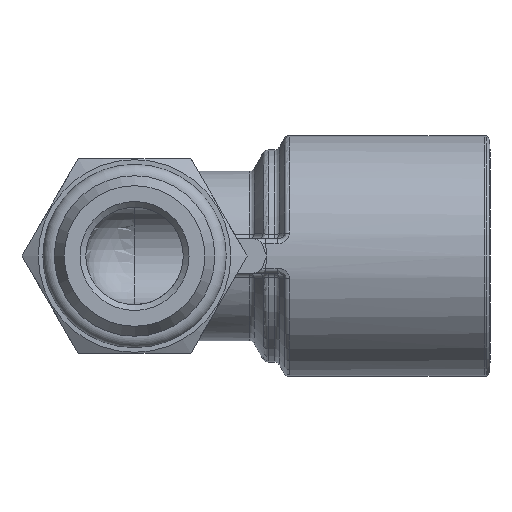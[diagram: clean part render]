
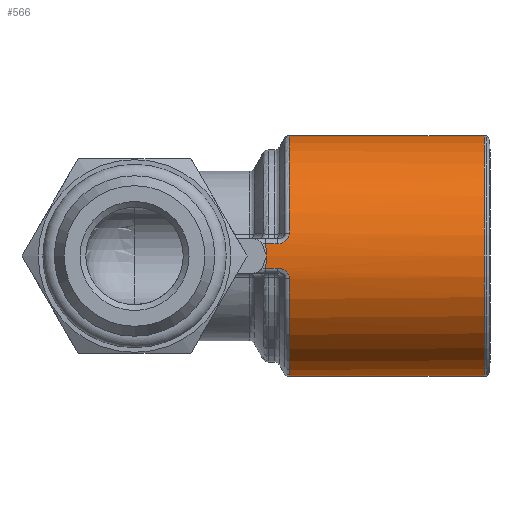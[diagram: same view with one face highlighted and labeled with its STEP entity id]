
A CAD part, front view. The second image highlights one B-rep face of the part: STEP entity #566.
In plain terms, the highlighted cylindrical face has radius 10.5 mm (diameter 21 mm), a full revolution.
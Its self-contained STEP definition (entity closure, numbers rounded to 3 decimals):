
#566 = ADVANCED_FACE( 'NONE', ( #1307, #1308 ), #1309, .T. );
#1307 = FACE_OUTER_BOUND( '', #3139, .T. );
#1308 = FACE_OUTER_BOUND( '', #3140, .T. );
#1309 = CYLINDRICAL_SURFACE( '', #3141, 10.5 );
#3139 = EDGE_LOOP( '', ( #6385, #6386, #6387, #6388, #6389, #6390, #6391 ) );
#3140 = EDGE_LOOP( '', ( #6392 ) );
#3141 = AXIS2_PLACEMENT_3D( '', #6393, #6394, #6395 );
#6385 = ORIENTED_EDGE( '', *, *, #8186, .T. );
#6386 = ORIENTED_EDGE( '', *, *, #7932, .T. );
#6387 = ORIENTED_EDGE( '', *, *, #8187, .T. );
#6388 = ORIENTED_EDGE( '', *, *, #8117, .T. );
#6389 = ORIENTED_EDGE( '', *, *, #8188, .T. );
#6390 = ORIENTED_EDGE( '', *, *, #8053, .T. );
#6391 = ORIENTED_EDGE( '', *, *, #8189, .T. );
#6392 = ORIENTED_EDGE( '', *, *, #8190, .T. );
#6393 = CARTESIAN_POINT( '', ( 0., 0., 0. ) );
#6394 = DIRECTION( '', ( 1., 0., 0. ) );
#6395 = DIRECTION( '', ( 0., 0., 1. ) );
#7932 = EDGE_CURVE( 'NONE', #9159, #9163, #9165, .T. );
#8053 = EDGE_CURVE( 'NONE', #8539, #9341, #9343, .T. );
#8117 = EDGE_CURVE( 'NONE', #9439, #9436, #9440, .T. );
#8186 = EDGE_CURVE( 'NONE', #9527, #9159, #9528, .T. );
#8187 = EDGE_CURVE( 'NONE', #9163, #9439, #9529, .T. );
#8188 = EDGE_CURVE( 'NONE', #9436, #8539, #9530, .T. );
#8189 = EDGE_CURVE( 'NONE', #9341, #9527, #9531, .T. );
#8190 = EDGE_CURVE( 'NONE', #9532, #9532, #9533, .T. );
#8539 = VERTEX_POINT( 'NONE', #9948 );
#9159 = VERTEX_POINT( 'NONE', #12129 );
#9163 = VERTEX_POINT( 'NONE', #12140 );
#9165 = B_SPLINE_CURVE_WITH_KNOTS( '', 3, ( #12142, #12143, #12144, #12145, #12146, #12147, #12148, #12149, #12150, #12151, #12152, #12153, #12154 ), .UNSPECIFIED., .F., .F., ( 4, 1, 1, 1, 1, 1, 1, 1, 1, 1, 4 ), ( 0., 0.063, 0.126, 0.188, 0.25, 0.374, 0.5, 0.624, 0.75, 0.874, 1. ), .UNSPECIFIED. );
#9341 = VERTEX_POINT( 'NONE', #12634 );
#9343 = LINE( '', #12636, #12637 );
#9436 = VERTEX_POINT( 'NONE', #12936 );
#9439 = VERTEX_POINT( 'NONE', #12941 );
#9440 = ( BOUNDED_CURVE(  )B_SPLINE_CURVE( 3, ( #12944, #12945, #12946, #12947 ), .UNSPECIFIED., .F., .F. )B_SPLINE_CURVE_WITH_KNOTS( ( 4, 4 ), ( 3.041, 3.142 ), .UNSPECIFIED. )CURVE(  )GEOMETRIC_REPRESENTATION_ITEM(  )RATIONAL_B_SPLINE_CURVE( ( 1., 0.999, 0.999, 1. ) )REPRESENTATION_ITEM( '' ) );
#9527 = VERTEX_POINT( 'NONE', #13174 );
#9528 = CIRCLE( '', #13175, 10.5 );
#9529 = LINE( '', #13176, #13177 );
#9530 = ( BOUNDED_CURVE(  )B_SPLINE_CURVE( 3, ( #13180, #13181, #13182, #13183 ), .UNSPECIFIED., .F., .F. )B_SPLINE_CURVE_WITH_KNOTS( ( 4, 4 ), ( 3.142, 3.242 ), .UNSPECIFIED. )CURVE(  )GEOMETRIC_REPRESENTATION_ITEM(  )RATIONAL_B_SPLINE_CURVE( ( 1., 0.999, 0.999, 1. ) )REPRESENTATION_ITEM( '' ) );
#9531 = B_SPLINE_CURVE_WITH_KNOTS( '', 3, ( #13189, #13190, #13191, #13192, #13193, #13194, #13195, #13196, #13197, #13198, #13199, #13200, #13201 ), .UNSPECIFIED., .F., .F., ( 4, 1, 1, 1, 1, 1, 1, 1, 1, 1, 4 ), ( 0., 0.063, 0.126, 0.188, 0.25, 0.376, 0.499, 0.625, 0.749, 0.874, 1. ), .UNSPECIFIED. );
#9532 = VERTEX_POINT( '', #13202 );
#9533 = CIRCLE( '', #13203, 10.5 );
#9948 = CARTESIAN_POINT( '', ( 11.442, -10.447, -1.05 ) );
#12129 = CARTESIAN_POINT( '', ( 13.499, -10.308, 2. ) );
#12140 = CARTESIAN_POINT( '', ( 12.43, -10.447, 1.05 ) );
#12142 = CARTESIAN_POINT( '', ( 13.499, -10.308, 2. ) );
#12143 = CARTESIAN_POINT( '', ( 13.498, -10.314, 1.967 ) );
#12144 = CARTESIAN_POINT( '', ( 13.496, -10.327, 1.901 ) );
#12145 = CARTESIAN_POINT( '', ( 13.479, -10.344, 1.804 ) );
#12146 = CARTESIAN_POINT( '', ( 13.452, -10.36, 1.709 ) );
#12147 = CARTESIAN_POINT( '', ( 13.402, -10.379, 1.588 ) );
#12148 = CARTESIAN_POINT( '', ( 13.314, -10.4, 1.447 ) );
#12149 = CARTESIAN_POINT( '', ( 13.175, -10.419, 1.304 ) );
#12150 = CARTESIAN_POINT( '', ( 13.009, -10.433, 1.19 ) );
#12151 = CARTESIAN_POINT( '', ( 12.826, -10.441, 1.11 ) );
#12152 = CARTESIAN_POINT( '', ( 12.631, -10.446, 1.059 ) );
#12153 = CARTESIAN_POINT( '', ( 12.497, -10.447, 1.053 ) );
#12154 = CARTESIAN_POINT( '', ( 12.43, -10.447, 1.05 ) );
#12634 = CARTESIAN_POINT( '', ( 12.43, -10.447, -1.05 ) );
#12636 = CARTESIAN_POINT( '', ( 0., -10.447, -1.05 ) );
#12637 = VECTOR( '', #14677, 1000. );
#12936 = CARTESIAN_POINT( '', ( 11.5, -10.5, 0. ) );
#12941 = CARTESIAN_POINT( '', ( 11.442, -10.447, 1.05 ) );
#12944 = CARTESIAN_POINT( '', ( 11.442, -10.447, 1.05 ) );
#12945 = CARTESIAN_POINT( '', ( 11.481, -10.482, 0.701 ) );
#12946 = CARTESIAN_POINT( '', ( 11.5, -10.5, 0.351 ) );
#12947 = CARTESIAN_POINT( '', ( 11.5, -10.5, 0. ) );
#13174 = CARTESIAN_POINT( '', ( 13.499, -10.308, -2. ) );
#13175 = AXIS2_PLACEMENT_3D( '', #14759, #14760, #14761 );
#13176 = CARTESIAN_POINT( '', ( 0., -10.447, 1.05 ) );
#13177 = VECTOR( '', #14762, 1000. );
#13180 = CARTESIAN_POINT( '', ( 11.5, -10.5, 0. ) );
#13181 = CARTESIAN_POINT( '', ( 11.5, -10.5, -0.351 ) );
#13182 = CARTESIAN_POINT( '', ( 11.481, -10.482, -0.701 ) );
#13183 = CARTESIAN_POINT( '', ( 11.442, -10.447, -1.05 ) );
#13189 = CARTESIAN_POINT( '', ( 12.43, -10.447, -1.05 ) );
#13190 = CARTESIAN_POINT( '', ( 12.464, -10.447, -1.051 ) );
#13191 = CARTESIAN_POINT( '', ( 12.531, -10.447, -1.052 ) );
#13192 = CARTESIAN_POINT( '', ( 12.63, -10.446, -1.065 ) );
#13193 = CARTESIAN_POINT( '', ( 12.728, -10.444, -1.085 ) );
#13194 = CARTESIAN_POINT( '', ( 12.855, -10.44, -1.122 ) );
#13195 = CARTESIAN_POINT( '', ( 13.008, -10.433, -1.189 ) );
#13196 = CARTESIAN_POINT( '', ( 13.173, -10.419, -1.303 ) );
#13197 = CARTESIAN_POINT( '', ( 13.313, -10.4, -1.445 ) );
#13198 = CARTESIAN_POINT( '', ( 13.418, -10.376, -1.615 ) );
#13199 = CARTESIAN_POINT( '', ( 13.487, -10.345, -1.803 ) );
#13200 = CARTESIAN_POINT( '', ( 13.495, -10.32, -1.934 ) );
#13201 = CARTESIAN_POINT( '', ( 13.499, -10.308, -2. ) );
#13202 = CARTESIAN_POINT( '', ( 30.5, 0., 10.5 ) );
#13203 = AXIS2_PLACEMENT_3D( '', #14763, #14764, #14765 );
#14677 = DIRECTION( '', ( 1., 0., 0. ) );
#14759 = CARTESIAN_POINT( '', ( 13.499, 0., 0. ) );
#14760 = DIRECTION( '', ( 1., 0., 0. ) );
#14761 = DIRECTION( '', ( 0., 0., -1. ) );
#14762 = DIRECTION( '', ( -1., 0., 0. ) );
#14763 = CARTESIAN_POINT( '', ( 30.5, 0., 0. ) );
#14764 = DIRECTION( '', ( -1., 0., 0. ) );
#14765 = DIRECTION( '', ( 0., 0., 1. ) );
